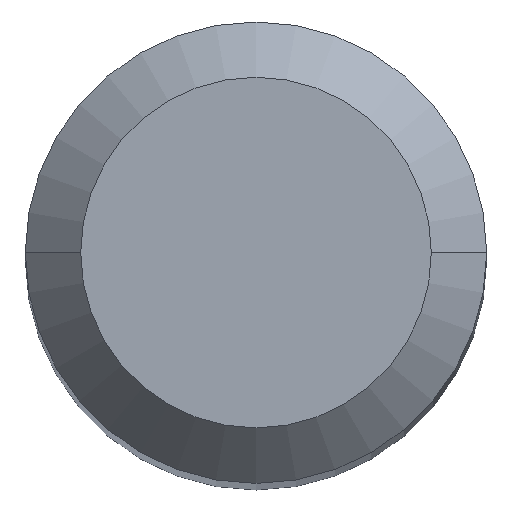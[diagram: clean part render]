
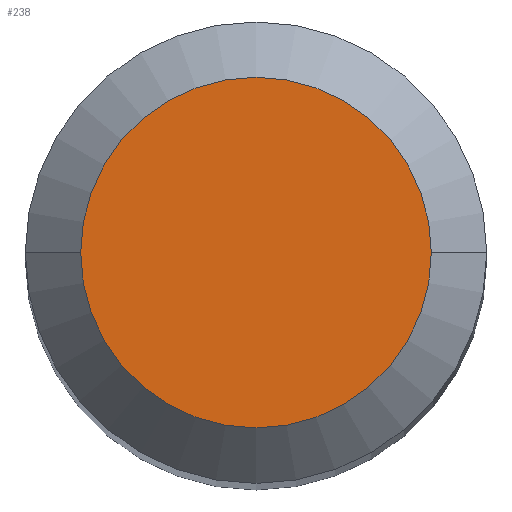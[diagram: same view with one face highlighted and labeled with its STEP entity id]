
A CAD part, top view. The second image highlights one B-rep face of the part: STEP entity #238.
In plain terms, the highlighted planar face has unit normal (0, 0, 1).
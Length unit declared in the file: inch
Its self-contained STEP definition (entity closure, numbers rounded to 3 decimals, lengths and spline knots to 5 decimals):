
#1 = EDGE_CURVE ( 'NONE', #314, #235, #159, .T. ) ;
#4 = CIRCLE ( 'NONE', #57, 0.0475 ) ;
#25 = AXIS2_PLACEMENT_3D ( 'NONE', #263, #220, #302 ) ;
#38 = CARTESIAN_POINT ( 'NONE',  ( 0., 0., 1.5 ) ) ;
#57 = AXIS2_PLACEMENT_3D ( 'NONE', #96, #240, #210 ) ;
#96 = CARTESIAN_POINT ( 'NONE',  ( 0., 0., 1.5 ) ) ;
#126 = CARTESIAN_POINT ( 'NONE',  ( -0.0475, 0., 1.5 ) ) ;
#136 = EDGE_LOOP ( 'NONE', ( #191, #201 ) ) ;
#146 = DIRECTION ( 'NONE',  ( 1., 0., 0. ) ) ;
#159 = CIRCLE ( 'NONE', #25, 0.0475 ) ;
#182 = DIRECTION ( 'NONE',  ( 0., 0., 1. ) ) ;
#191 = ORIENTED_EDGE ( 'NONE', *, *, #1, .T. ) ;
#201 = ORIENTED_EDGE ( 'NONE', *, *, #327, .T. ) ;
#210 = DIRECTION ( 'NONE',  ( 1., 0., 0. ) ) ;
#220 = DIRECTION ( 'NONE',  ( 0., 0., 1. ) ) ;
#235 = VERTEX_POINT ( 'NONE', #319 ) ;
#238 = ADVANCED_FACE ( 'NONE', ( #239 ), #289, .T. ) ;
#239 = FACE_OUTER_BOUND ( 'NONE', #136, .T. ) ;
#240 = DIRECTION ( 'NONE',  ( 0., 0., 1. ) ) ;
#263 = CARTESIAN_POINT ( 'NONE',  ( 0., 0., 1.5 ) ) ;
#289 = PLANE ( 'NONE',  #301 ) ;
#301 = AXIS2_PLACEMENT_3D ( 'NONE', #38, #182, #146 ) ;
#302 = DIRECTION ( 'NONE',  ( 1., 0., 0. ) ) ;
#314 = VERTEX_POINT ( 'NONE', #126 ) ;
#319 = CARTESIAN_POINT ( 'NONE',  ( 0.0475, 0., 1.5 ) ) ;
#327 = EDGE_CURVE ( 'NONE', #235, #314, #4, .T. ) ;
